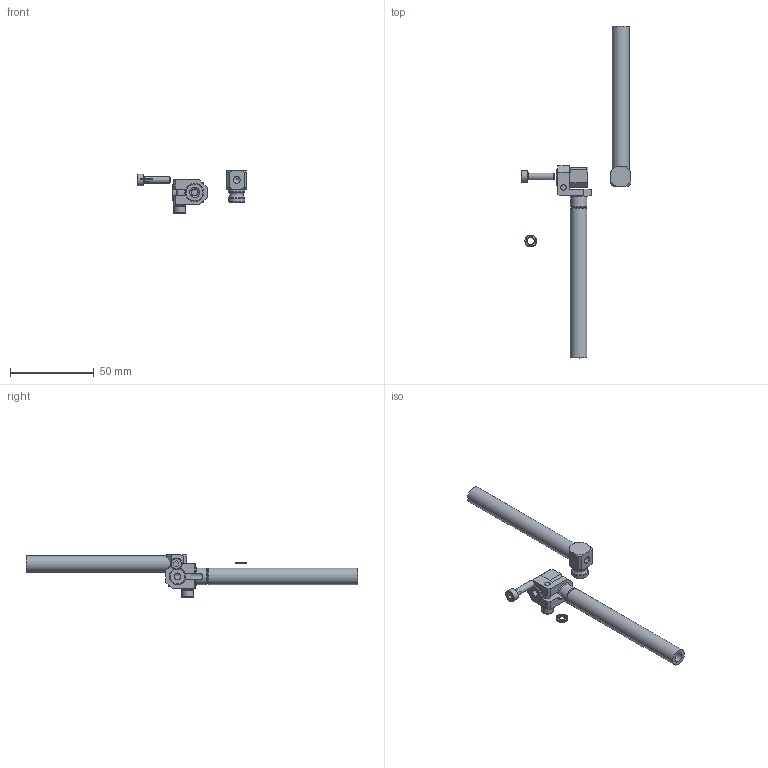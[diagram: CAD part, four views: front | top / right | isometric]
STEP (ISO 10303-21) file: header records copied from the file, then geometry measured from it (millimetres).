
FILE_DESCRIPTION( ( 'STEP AP214' ), '1' );
FILE_NAME( 'CA.GGB.10050590.stp', '2015-09-07T12:39:29', ( ' ' ), ( ' ' ), 'XStep 1.0', ' ', ' ' );
FILE_SCHEMA( ( 'CONFIG_CONTROL_DESIGN) ( )' ) );
Length unit declared in the file: metre
Products named in the file (6): Assem1; GGB.10.5.5; R.4.SCH; V-tcei M  4 x 16; SSN.10100505.1; GGB.10.90.1
Bounding box: 65.5 x 198.64 x 25.5 mm (x, y, z)
Volume: 17333.4 mm3; surface area: 16639.3 mm2
Topology: 8 solids, 10 shells, 560 faces, 1622 edges, 1076 vertices
Faces by surface type: plane 470, cylinder 38, cone 38, torus 14
Full cylindrical faces by diameter (mm): 3.242 x2, 3.5 x2, 4 x2, 4.134 x6, 4.2 x2, 4.3 x2, 5 x2, 6 x4, 7 x4, 9.9 x4, 10 x4
Entity records: 9176 total; most frequent: CARTESIAN_POINT 1752, DIRECTION 1546, ORIENTED_EDGE 1520, EDGE_CURVE 760, AXIS2_PLACEMENT_3D 534, VERTEX_POINT 520, LINE 478, VECTOR 478
